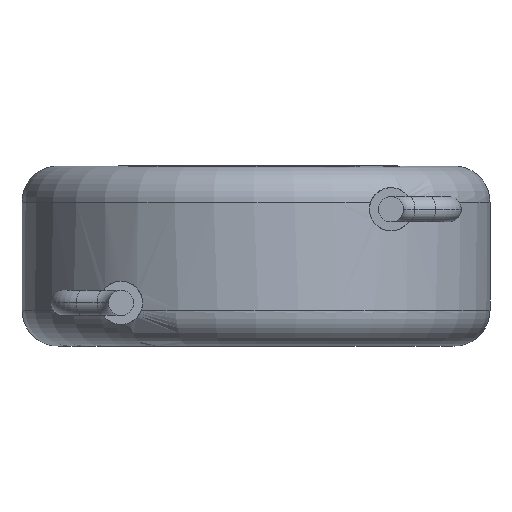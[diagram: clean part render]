
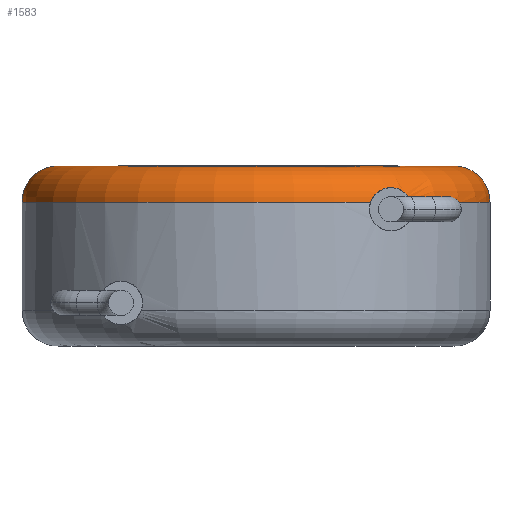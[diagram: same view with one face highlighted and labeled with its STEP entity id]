
A CAD part, front view. The second image highlights one B-rep face of the part: STEP entity #1583.
In plain terms, the highlighted toroidal (fillet/blend) face has major radius 5.5 mm and minor radius 1 mm.
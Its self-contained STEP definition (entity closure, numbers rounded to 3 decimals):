
#41 = CARTESIAN_POINT ( 'NONE',  ( 3.32, -5.561, 4.223 ) ) ;
#61 = CARTESIAN_POINT ( 'NONE',  ( 3.964, -5.064, 4.375 ) ) ;
#90 = EDGE_LOOP ( 'NONE', ( #1002, #641, #1200, #3955, #555, #1209 ) ) ;
#127 = EDGE_CURVE ( 'NONE', #1359, #317, #4253, .T. ) ;
#134 = CARTESIAN_POINT ( 'NONE',  ( 0., 0., 4. ) ) ;
#156 = CARTESIAN_POINT ( 'NONE',  ( 3.184, -5.667, 4. ) ) ;
#258 = CARTESIAN_POINT ( 'NONE',  ( 4.316, -4.861, 4. ) ) ;
#303 = CARTESIAN_POINT ( 'NONE',  ( 0., 0., 5. ) ) ;
#317 = VERTEX_POINT ( 'NONE', #3354 ) ;
#377 = CARTESIAN_POINT ( 'NONE',  ( 4.316, -4.861, 4. ) ) ;
#489 = B_SPLINE_CURVE_WITH_KNOTS ( 'NONE', 3,
 ( #377, #4087, #2386, #61, #734, #4138, #1732, #3075, #41, #1401, #3142, #1091 ),
 .UNSPECIFIED., .F., .F.,
 ( 4, 2, 2, 2, 2, 4 ),
 ( 0., 0., 0.001, 0.001, 0.001, 0.002 ),
 .UNSPECIFIED. ) ;
#502 = AXIS2_PLACEMENT_3D ( 'NONE', #1160, #2856, #3226 ) ;
#509 = CIRCLE ( 'NONE', #1643, 1. ) ;
#555 = ORIENTED_EDGE ( 'NONE', *, *, #577, .T. ) ;
#561 = VERTEX_POINT ( 'NONE', #4289 ) ;
#577 = EDGE_CURVE ( 'NONE', #1347, #561, #509, .T. ) ;
#641 = ORIENTED_EDGE ( 'NONE', *, *, #127, .F. ) ;
#734 = CARTESIAN_POINT ( 'NONE',  ( 3.841, -5.14, 4.404 ) ) ;
#756 = VERTEX_POINT ( 'NONE', #258 ) ;
#836 = VERTEX_POINT ( 'NONE', #2182 ) ;
#897 = CARTESIAN_POINT ( 'NONE',  ( 6.5, 0., 4. ) ) ;
#1002 = ORIENTED_EDGE ( 'NONE', *, *, #4054, .F. ) ;
#1068 = AXIS2_PLACEMENT_3D ( 'NONE', #303, #1297, #3006 ) ;
#1091 = CARTESIAN_POINT ( 'NONE',  ( 3.184, -5.667, 4. ) ) ;
#1109 = DIRECTION ( 'NONE',  ( 1., 0., 0. ) ) ;
#1142 = CIRCLE ( 'NONE', #1068, 5.5 ) ;
#1160 = CARTESIAN_POINT ( 'NONE',  ( -5.5, 0., 4. ) ) ;
#1200 = ORIENTED_EDGE ( 'NONE', *, *, #3940, .F. ) ;
#1209 = ORIENTED_EDGE ( 'NONE', *, *, #3669, .F. ) ;
#1297 = DIRECTION ( 'NONE',  ( 0., 0., 1. ) ) ;
#1347 = VERTEX_POINT ( 'NONE', #897 ) ;
#1359 = VERTEX_POINT ( 'NONE', #156 ) ;
#1401 = CARTESIAN_POINT ( 'NONE',  ( 3.241, -5.627, 4.125 ) ) ;
#1438 = CARTESIAN_POINT ( 'NONE',  ( 0., 0., 4. ) ) ;
#1583 = ADVANCED_FACE ( 'NONE', ( #2798 ), #1829, .T. ) ;
#1643 = AXIS2_PLACEMENT_3D ( 'NONE', #3212, #1851, #4266 ) ;
#1682 = AXIS2_PLACEMENT_3D ( 'NONE', #1438, #2780, #3418 ) ;
#1732 = CARTESIAN_POINT ( 'NONE',  ( 3.506, -5.398, 4.36 ) ) ;
#1755 = CARTESIAN_POINT ( 'NONE',  ( 0., 0., 4. ) ) ;
#1829 = TOROIDAL_SURFACE ( 'NONE', #1682, 5.5, 1. ) ;
#1851 = DIRECTION ( 'NONE',  ( 0., -1., 0. ) ) ;
#2182 = CARTESIAN_POINT ( 'NONE',  ( -5.5, 0., 5. ) ) ;
#2238 = AXIS2_PLACEMENT_3D ( 'NONE', #134, #3874, #2914 ) ;
#2386 = CARTESIAN_POINT ( 'NONE',  ( 4.181, -4.945, 4.237 ) ) ;
#2780 = DIRECTION ( 'NONE',  ( 0., 0., 1. ) ) ;
#2798 = FACE_OUTER_BOUND ( 'NONE', #90, .T. ) ;
#2856 = DIRECTION ( 'NONE',  ( 0., 1., 0. ) ) ;
#2914 = DIRECTION ( 'NONE',  ( 1., 0., 0. ) ) ;
#3006 = DIRECTION ( 'NONE',  ( 1., 0., 0. ) ) ;
#3075 = CARTESIAN_POINT ( 'NONE',  ( 3.364, -5.522, 4.263 ) ) ;
#3100 = DIRECTION ( 'NONE',  ( 0., 0., -1. ) ) ;
#3142 = CARTESIAN_POINT ( 'NONE',  ( 3.208, -5.653, 4.066 ) ) ;
#3212 = CARTESIAN_POINT ( 'NONE',  ( 5.5, 0., 4. ) ) ;
#3226 = DIRECTION ( 'NONE',  ( -1., 0., 0. ) ) ;
#3255 = AXIS2_PLACEMENT_3D ( 'NONE', #1755, #3100, #1109 ) ;
#3354 = CARTESIAN_POINT ( 'NONE',  ( -6.5, 0., 4. ) ) ;
#3403 = CIRCLE ( 'NONE', #502, 1. ) ;
#3418 = DIRECTION ( 'NONE',  ( 1., 0., 0. ) ) ;
#3669 = EDGE_CURVE ( 'NONE', #836, #561, #1142, .T. ) ;
#3800 = EDGE_CURVE ( 'NONE', #1347, #756, #4343, .T. ) ;
#3874 = DIRECTION ( 'NONE',  ( 0., 0., -1. ) ) ;
#3940 = EDGE_CURVE ( 'NONE', #756, #1359, #489, .T. ) ;
#3955 = ORIENTED_EDGE ( 'NONE', *, *, #3800, .F. ) ;
#4054 = EDGE_CURVE ( 'NONE', #317, #836, #3403, .T. ) ;
#4087 = CARTESIAN_POINT ( 'NONE',  ( 4.27, -4.901, 4.129 ) ) ;
#4138 = CARTESIAN_POINT ( 'NONE',  ( 3.613, -5.307, 4.395 ) ) ;
#4253 = CIRCLE ( 'NONE', #2238, 6.5 ) ;
#4266 = DIRECTION ( 'NONE',  ( 0., 0., -1. ) ) ;
#4289 = CARTESIAN_POINT ( 'NONE',  ( 5.5, 0., 5. ) ) ;
#4343 = CIRCLE ( 'NONE', #3255, 6.5 ) ;
